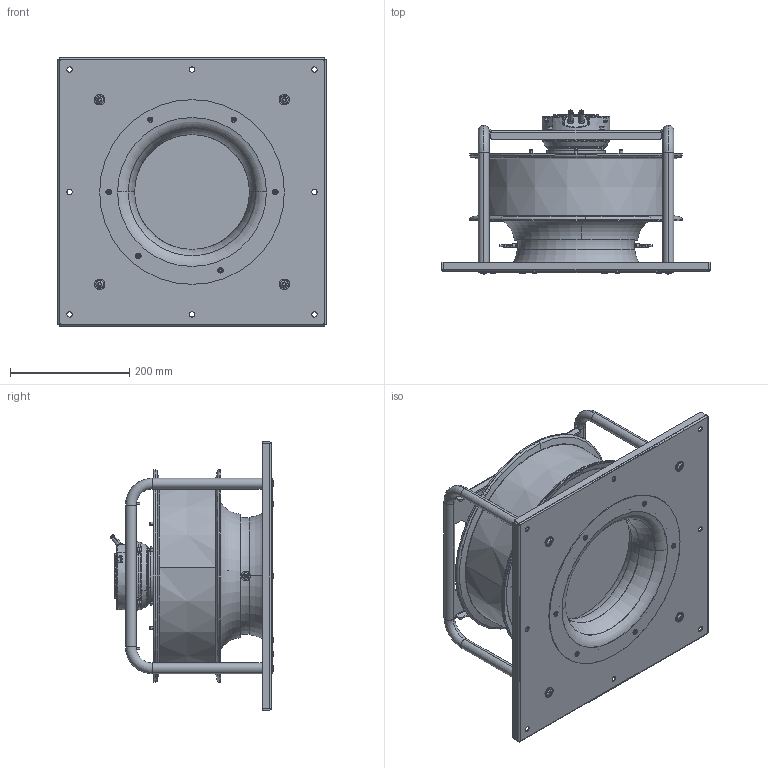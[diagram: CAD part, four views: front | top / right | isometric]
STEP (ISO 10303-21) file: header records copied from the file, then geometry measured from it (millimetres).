
FILE_DESCRIPTION((''),'2;1');
FILE_NAME('1187395_ASM','2023-08-30T09:43:06',('mkulawiak'),(''),'CREO PARAMETRIC BY PTC INC, 2022484','CREO PARAMETRIC BY PTC INC, 2022484','');
FILE_SCHEMA(('CONFIG_CONTROL_DESIGN'));
Length unit declared in the file: millimetre
Products named in the file (26): 1187545; 1187547; FILLET_WELD_ID_1315; 1176184; 1187541_ASM; 1167311; 1167312; 1167310_ASM; 1165534; 1188746; FAN_MOTOR_315_03_FLANGE_ASM; 1166271; 1195166; 1173619; 1173620; 1111787; 1187396_ASM; 1187378; 1187379; PLAIN_WSH_M5; SPRING_WASHER_M5; SOCKET_BOLT_M5X20; 1169186; 1195167; 1195169; 1187395_ASM
Assembly tree (65 placements, depth 4):
  1187395_ASM
    1187541_ASM
      1187545  x2
      1187547
      FILLET_WELD_ID_1315
      1176184  x4
    1187396_ASM
      1167310_ASM
        1167311
        1167312
      FAN_MOTOR_315_03_FLANGE_ASM
        1165534
        1188746  x6
      1166271
      1195166  x6
      1173619  x2
      1173620  x2
      1111787  x2
    1187378  x4
    1187379  x4
    PLAIN_WSH_M5  x4
    SPRING_WASHER_M5  x4
    SOCKET_BOLT_M5X20  x4
    1169186
    1195167  x4
    1195169  x6
Bounding box: 450 x 274.91 x 450 mm (x, y, z)
Volume: 10294485.7 mm3; surface area: 1437968.5 mm2
Topology: 65 solids, 106 shells, 2782 faces, 7619 edges, 5020 vertices
Faces by surface type: plane 1116, cylinder 1067, torus 243, cone 219, bspline 129, sphere 8
Entity records: 54484 total; most frequent: CARTESIAN_POINT 20729, DIRECTION 6963, ORIENTED_EDGE 6681, EDGE_CURVE 3654, AXIS2_PLACEMENT_3D 2847, VERTEX_POINT 2470, CIRCLE 1541, EDGE_LOOP 1510
